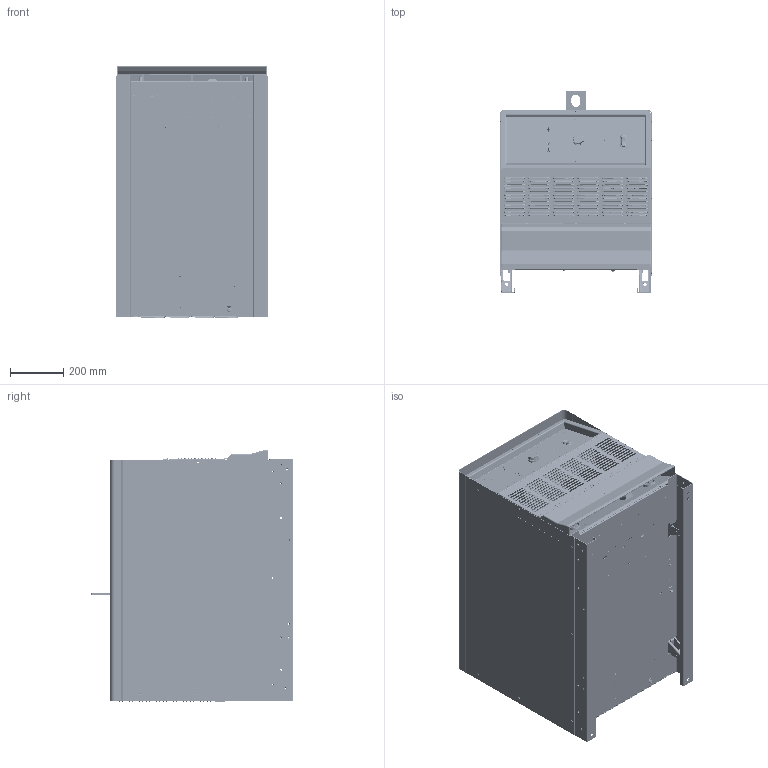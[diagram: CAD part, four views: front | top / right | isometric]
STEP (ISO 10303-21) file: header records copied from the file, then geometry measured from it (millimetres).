
FILE_DESCRIPTION (( 'STEP AP214' ), '1' );
FILE_NAME ('SubArc Digital Power Series - DC.STEP', '2016-01-20T14:58:25', ( 'ITS' ), ( 'ITW Welding Group' ), 'SwSTEP 2.0', 'SolidWorks 2015', '' );
FILE_SCHEMA (( 'AUTOMOTIVE_DESIGN' ));
Length unit declared in the file: inch
Products named in the file (1): SubArc Digital Power Series - DC
Bounding box: 572.03 x 759.56 x 945.36 mm (x, y, z)
Surface area: 7788373.8 mm2 (no closed solid volume)
Topology: 0 solids, 657 shells, 4843 faces, 20621 edges, 15919 vertices
Faces by surface type: plane 1778, bspline 1327, cylinder 1030, torus 350, cone 319, sphere 39
Entity records: 418715 total; most frequent: CARTESIAN_POINT 206312, ORIENTED_EDGE 28063, DIRECTION 25694, EDGE_CURVE 20587, VERTEX_POINT 15913, VECTOR 8810, LINE 8810, AXIS2_PLACEMENT_3D 8442
